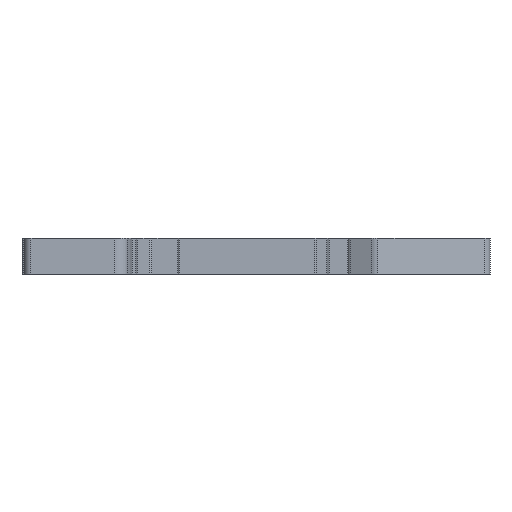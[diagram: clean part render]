
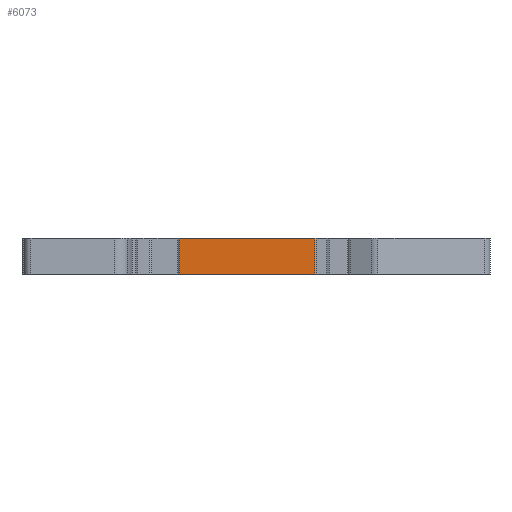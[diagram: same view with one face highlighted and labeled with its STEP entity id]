
A CAD part, front view. The second image highlights one B-rep face of the part: STEP entity #6073.
In plain terms, the highlighted planar face has unit normal (0, -1, 0).
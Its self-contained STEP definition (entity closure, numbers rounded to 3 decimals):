
#537=DIRECTION('',(1.,0.,0.));
#538=VECTOR('',#537,19.6);
#539=CARTESIAN_POINT('',(-7.25,0.647,-2.6));
#540=LINE('',#539,#538);
#2038=DIRECTION('',(0.,0.,1.));
#2039=VECTOR('',#2038,5.2);
#2040=CARTESIAN_POINT('',(12.35,0.647,-2.6));
#2041=LINE('',#2040,#2039);
#2042=DIRECTION('',(0.,0.,1.));
#2043=VECTOR('',#2042,5.2);
#2044=CARTESIAN_POINT('',(-7.25,0.647,-2.6));
#2045=LINE('',#2044,#2043);
#2046=DIRECTION('',(1.,0.,0.));
#2047=VECTOR('',#2046,19.6);
#2048=CARTESIAN_POINT('',(-7.25,0.647,2.6));
#2049=LINE('',#2048,#2047);
#3390=CARTESIAN_POINT('',(-7.25,0.647,-2.6));
#3391=VERTEX_POINT('',#3390);
#3392=CARTESIAN_POINT('',(12.35,0.647,-2.6));
#3393=VERTEX_POINT('',#3392);
#3817=CARTESIAN_POINT('',(12.35,0.647,2.6));
#3818=VERTEX_POINT('',#3817);
#3819=CARTESIAN_POINT('',(-7.25,0.647,2.6));
#3820=VERTEX_POINT('',#3819);
#6061=CARTESIAN_POINT('',(-7.25,0.647,-2.6));
#6062=DIRECTION('',(0.,-1.,0.));
#6063=DIRECTION('',(1.,0.,0.));
#6064=AXIS2_PLACEMENT_3D('',#6061,#6062,#6063);
#6065=PLANE('',#6064);
#6066=ORIENTED_EDGE('',*,*,#4378,.F.);
#6068=ORIENTED_EDGE('',*,*,#6067,.T.);
#6069=ORIENTED_EDGE('',*,*,#4795,.T.);
#6070=ORIENTED_EDGE('',*,*,#6054,.F.);
#6071=EDGE_LOOP('',(#6066,#6068,#6069,#6070));
#6072=FACE_OUTER_BOUND('',#6071,.F.);
#4378=EDGE_CURVE('',#3391,#3393,#540,.T.);
#4795=EDGE_CURVE('',#3820,#3818,#2049,.T.);
#6054=EDGE_CURVE('',#3393,#3818,#2041,.T.);
#6067=EDGE_CURVE('',#3391,#3820,#2045,.T.);
#6073=ADVANCED_FACE('',(#6072),#6065,.T.);
